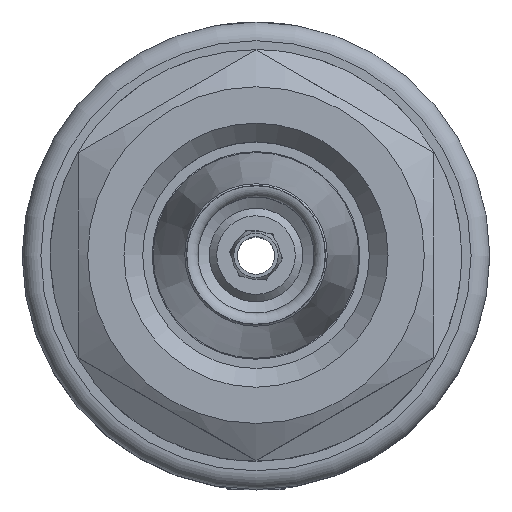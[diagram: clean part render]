
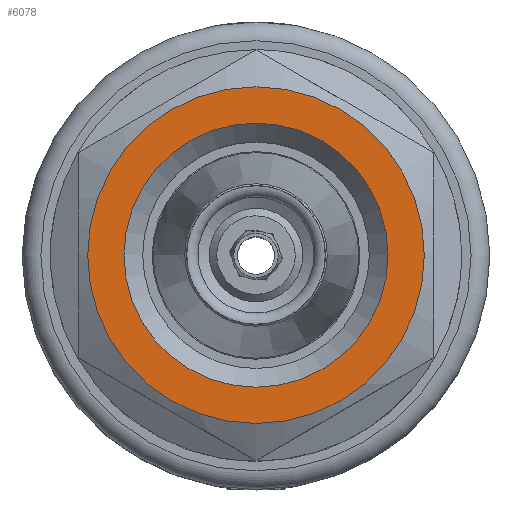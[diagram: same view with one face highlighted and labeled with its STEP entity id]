
A CAD part, top view. The second image highlights one B-rep face of the part: STEP entity #6078.
In plain terms, the highlighted planar face has unit normal (0, 0, 1).
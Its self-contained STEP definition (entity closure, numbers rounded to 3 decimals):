
#725=PLANE('',#6619);
#905=ORIENTED_EDGE('',*,*,#2044,.T.);
#906=ORIENTED_EDGE('',*,*,#2050,.F.);
#2044=EDGE_CURVE('',#2622,#2622,#3125,.T.);
#2050=EDGE_CURVE('',#2628,#2628,#3131,.T.);
#2622=VERTEX_POINT('',#9124);
#2628=VERTEX_POINT('',#9145);
#3125=CIRCLE('',#6605,7.059);
#3131=CIRCLE('',#6620,9.);
#3488=EDGE_LOOP('',(#905));
#3489=EDGE_LOOP('',(#906));
#4187=FACE_BOUND('',#3488,.T.);
#4188=FACE_BOUND('',#3489,.T.);
#6078=ADVANCED_FACE('',(#4187,#4188),#725,.F.);
#6605=AXIS2_PLACEMENT_3D('',#9123,#7389,#7390);
#6619=AXIS2_PLACEMENT_3D('',#9143,#7417,#7418);
#6620=AXIS2_PLACEMENT_3D('',#9144,#7419,#7420);
#7389=DIRECTION('',(0.,0.,-1.));
#7390=DIRECTION('',(-1.,0.,0.));
#7417=DIRECTION('',(0.,0.,-1.));
#7418=DIRECTION('',(-1.,0.,0.));
#7419=DIRECTION('',(0.,0.,-1.));
#7420=DIRECTION('',(-1.,0.,0.));
#9123=CARTESIAN_POINT('',(0.,0.,25.179));
#9124=CARTESIAN_POINT('',(-7.059,0.,25.179));
#9143=CARTESIAN_POINT('',(11.,0.,25.179));
#9144=CARTESIAN_POINT('',(0.,0.,25.179));
#9145=CARTESIAN_POINT('',(-9.,0.,25.179));
